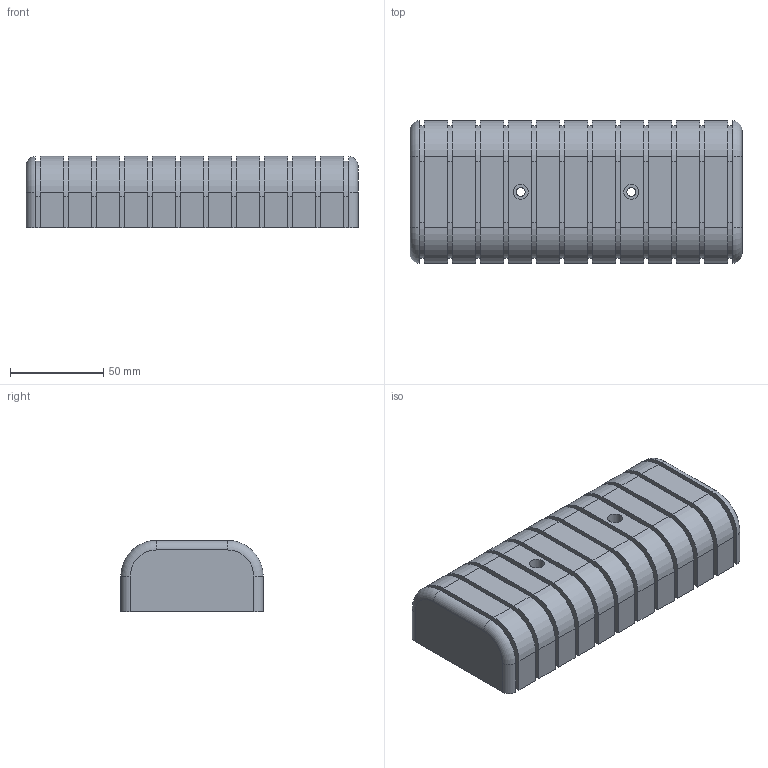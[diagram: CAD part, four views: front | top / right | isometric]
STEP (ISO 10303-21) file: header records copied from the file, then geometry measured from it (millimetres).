
FILE_DESCRIPTION(/* description */ (''),/* implementation_level */ '2;1');
FILE_NAME(/* name */ 'Grip_.step',/* time_stamp */ '2024-04-02T23:12:59-05:00',/* author */ (''),/* organization */ (''),/* preprocessor_version */ 'ST-DEVELOPER v20',/* originating_system */ 'Autodesk Translation Framework v12.20.1.177',/* authorisation */ '');
FILE_SCHEMA (('AUTOMOTIVE_DESIGN { 1 0 10303 214 3 1 1 }'));
Length unit declared in the file: inch
Products named in the file (1): Grip
Bounding box: 177.8 x 76.2 x 38.1 mm (x, y, z)
Volume: 472200.8 mm3; surface area: 52837.2 mm2
Topology: 1 solids, 1 shells, 158 faces, 462 edges, 308 vertices
Faces by surface type: plane 98, cylinder 56, torus 4
Full cylindrical faces by diameter (mm): 4.826 x2, 8.001 x2
Entity records: 5289 total; most frequent: CARTESIAN_POINT 929, ORIENTED_EDGE 924, DIRECTION 900, EDGE_CURVE 462, LINE 342, VECTOR 342, VERTEX_POINT 308, AXIS2_PLACEMENT_3D 279
